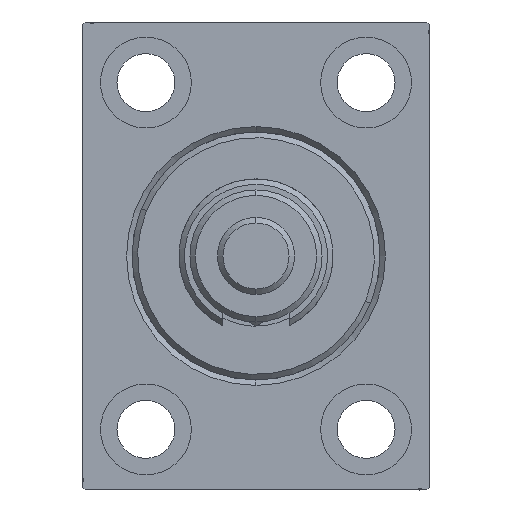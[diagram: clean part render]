
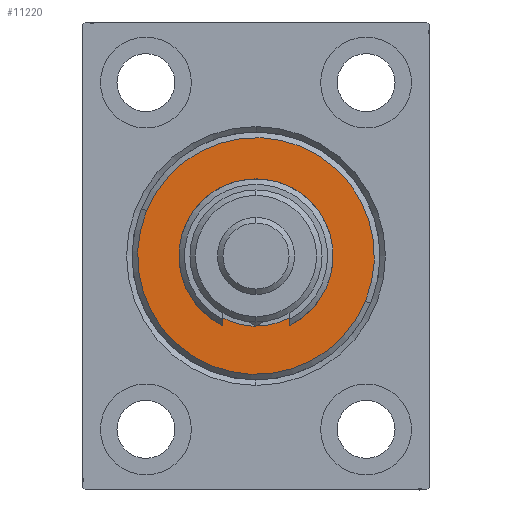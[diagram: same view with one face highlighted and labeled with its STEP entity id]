
A CAD part, left-side view. The second image highlights one B-rep face of the part: STEP entity #11220.
In plain terms, the highlighted face is planar.
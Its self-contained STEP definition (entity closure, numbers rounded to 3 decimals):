
#3750 = EDGE_CURVE ( 'NONE', #20435, #10862, #12561, .T. ) ;
#3957 = EDGE_LOOP ( 'NONE', ( #42098, #21099 ) ) ;
#4061 = CIRCLE ( 'NONE', #16239, 21.5 ) ;
#6638 = DIRECTION ( 'NONE',  ( 0., 0., -1. ) ) ;
#6957 = FACE_BOUND ( 'NONE', #3957, .T. ) ;
#7684 = ORIENTED_EDGE ( 'NONE', *, *, #42675, .T. ) ;
#9813 = DIRECTION ( 'NONE',  ( 1., 0., 0. ) ) ;
#10039 = CARTESIAN_POINT ( 'NONE',  ( 3., 0., 0. ) ) ;
#10862 = VERTEX_POINT ( 'NONE', #36394 ) ;
#11220 = ADVANCED_FACE ( 'NONE', ( #28699, #6957 ), #28203, .T. ) ;
#12561 = CIRCLE ( 'NONE', #40783, 12.75 ) ;
#14451 = CARTESIAN_POINT ( 'NONE',  ( 3., 0., 0. ) ) ;
#14627 = CARTESIAN_POINT ( 'NONE',  ( 3., 0., 0. ) ) ;
#15920 = CARTESIAN_POINT ( 'NONE',  ( 3., 0., 21.5 ) ) ;
#16239 = AXIS2_PLACEMENT_3D ( 'NONE', #18575, #39349, #6638 ) ;
#16391 = CARTESIAN_POINT ( 'NONE',  ( 3., 0., -21.5 ) ) ;
#17184 = EDGE_CURVE ( 'NONE', #41964, #43051, #24695, .T. ) ;
#17822 = CARTESIAN_POINT ( 'NONE',  ( 3., 0., -12.75 ) ) ;
#18127 = CIRCLE ( 'NONE', #44073, 12.75 ) ;
#18575 = CARTESIAN_POINT ( 'NONE',  ( 3., 0., 0. ) ) ;
#19119 = DIRECTION ( 'NONE',  ( -1., 0., 0. ) ) ;
#19182 = ORIENTED_EDGE ( 'NONE', *, *, #17184, .T. ) ;
#20435 = VERTEX_POINT ( 'NONE', #17822 ) ;
#21099 = ORIENTED_EDGE ( 'NONE', *, *, #3750, .T. ) ;
#22705 = CARTESIAN_POINT ( 'NONE',  ( 3., 0., 0. ) ) ;
#24695 = CIRCLE ( 'NONE', #34583, 21.5 ) ;
#25255 = AXIS2_PLACEMENT_3D ( 'NONE', #10039, #9813, #32273 ) ;
#28203 = PLANE ( 'NONE',  #25255 ) ;
#28699 = FACE_OUTER_BOUND ( 'NONE', #28883, .T. ) ;
#28883 = EDGE_LOOP ( 'NONE', ( #19182, #7684 ) ) ;
#29023 = DIRECTION ( 'NONE',  ( 1., 0., 0. ) ) ;
#30152 = DIRECTION ( 'NONE',  ( -1., 0., 0. ) ) ;
#31162 = EDGE_CURVE ( 'NONE', #10862, #20435, #18127, .T. ) ;
#32273 = DIRECTION ( 'NONE',  ( 0., 0., -1. ) ) ;
#34583 = AXIS2_PLACEMENT_3D ( 'NONE', #14451, #29023, #43815 ) ;
#36394 = CARTESIAN_POINT ( 'NONE',  ( 3., 0., 12.75 ) ) ;
#37960 = DIRECTION ( 'NONE',  ( 0., 0., -1. ) ) ;
#39349 = DIRECTION ( 'NONE',  ( 1., 0., 0. ) ) ;
#40783 = AXIS2_PLACEMENT_3D ( 'NONE', #14627, #30152, #44714 ) ;
#41964 = VERTEX_POINT ( 'NONE', #15920 ) ;
#42098 = ORIENTED_EDGE ( 'NONE', *, *, #31162, .T. ) ;
#42675 = EDGE_CURVE ( 'NONE', #43051, #41964, #4061, .T. ) ;
#43051 = VERTEX_POINT ( 'NONE', #16391 ) ;
#43815 = DIRECTION ( 'NONE',  ( 0., 0., -1. ) ) ;
#44073 = AXIS2_PLACEMENT_3D ( 'NONE', #22705, #19119, #37960 ) ;
#44714 = DIRECTION ( 'NONE',  ( 0., 0., -1. ) ) ;
